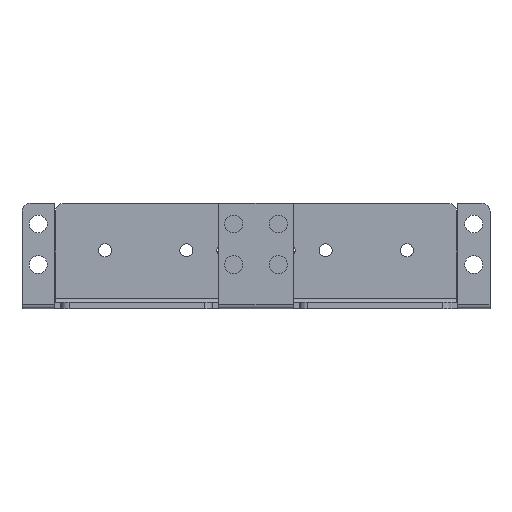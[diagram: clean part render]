
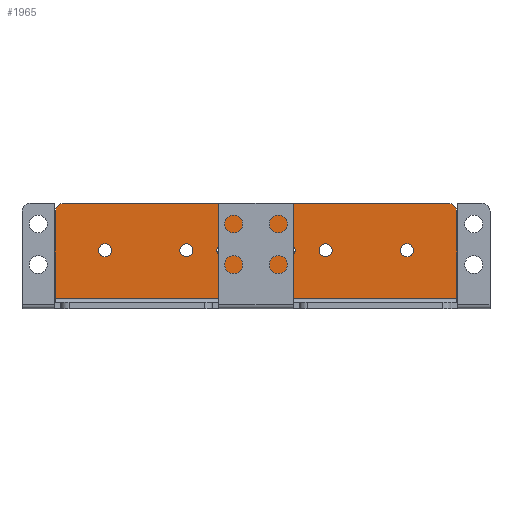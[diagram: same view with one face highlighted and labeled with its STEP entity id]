
A CAD part, top view. The second image highlights one B-rep face of the part: STEP entity #1965.
In plain terms, the highlighted planar face has unit normal (0, 0, 1).
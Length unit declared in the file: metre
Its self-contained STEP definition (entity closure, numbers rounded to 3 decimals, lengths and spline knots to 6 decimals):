
#147=FACE_BOUND('',#382,.T.);
#148=FACE_BOUND('',#383,.T.);
#149=FACE_BOUND('',#384,.T.);
#150=FACE_BOUND('',#385,.T.);
#151=FACE_BOUND('',#386,.T.);
#152=FACE_BOUND('',#387,.T.);
#153=FACE_BOUND('',#388,.T.);
#154=FACE_BOUND('',#389,.T.);
#215=FACE_OUTER_BOUND('',#381,.T.);
#381=EDGE_LOOP('',(#1709,#1710,#1711,#1712,#1713,#1714));
#382=EDGE_LOOP('',(#1715));
#383=EDGE_LOOP('',(#1716));
#384=EDGE_LOOP('',(#1717));
#385=EDGE_LOOP('',(#1718));
#386=EDGE_LOOP('',(#1719));
#387=EDGE_LOOP('',(#1720));
#388=EDGE_LOOP('',(#1721));
#389=EDGE_LOOP('',(#1722));
#537=CIRCLE('',#2180,0.002);
#538=CIRCLE('',#2181,0.002);
#539=CIRCLE('',#2182,0.00109);
#540=CIRCLE('',#2183,0.00109);
#541=CIRCLE('',#2184,0.00109);
#542=CIRCLE('',#2185,0.004);
#543=CIRCLE('',#2186,0.001588);
#544=CIRCLE('',#2187,0.001588);
#545=CIRCLE('',#2188,0.001588);
#546=CIRCLE('',#2189,0.001588);
#619=LINE('',#3111,#775);
#643=LINE('',#3179,#799);
#685=LINE('',#3287,#841);
#686=LINE('',#3289,#842);
#775=VECTOR('',#2479,1.);
#799=VECTOR('',#2553,1.);
#841=VECTOR('',#2693,1.);
#842=VECTOR('',#2696,1.);
#997=VERTEX_POINT('',#3109);
#998=VERTEX_POINT('',#3110);
#1016=VERTEX_POINT('',#3176);
#1017=VERTEX_POINT('',#3178);
#1033=VERTEX_POINT('',#3285);
#1034=VERTEX_POINT('',#3286);
#1035=VERTEX_POINT('',#3291);
#1036=VERTEX_POINT('',#3293);
#1037=VERTEX_POINT('',#3295);
#1038=VERTEX_POINT('',#3297);
#1039=VERTEX_POINT('',#3299);
#1040=VERTEX_POINT('',#3301);
#1041=VERTEX_POINT('',#3303);
#1042=VERTEX_POINT('',#3305);
#1193=EDGE_CURVE('',#997,#998,#619,.T.);
#1230=EDGE_CURVE('',#1016,#1017,#643,.T.);
#1287=EDGE_CURVE('',#1033,#1034,#685,.T.);
#1288=EDGE_CURVE('',#1033,#997,#537,.F.);
#1289=EDGE_CURVE('',#998,#1017,#686,.T.);
#1290=EDGE_CURVE('',#1016,#1034,#538,.F.);
#1291=EDGE_CURVE('',#1035,#1035,#539,.T.);
#1292=EDGE_CURVE('',#1036,#1036,#540,.T.);
#1293=EDGE_CURVE('',#1037,#1037,#541,.T.);
#1294=EDGE_CURVE('',#1038,#1038,#542,.T.);
#1295=EDGE_CURVE('',#1039,#1039,#543,.T.);
#1296=EDGE_CURVE('',#1040,#1040,#544,.T.);
#1297=EDGE_CURVE('',#1041,#1041,#545,.T.);
#1298=EDGE_CURVE('',#1042,#1042,#546,.T.);
#1709=ORIENTED_EDGE('',*,*,#1287,.F.);
#1710=ORIENTED_EDGE('',*,*,#1288,.T.);
#1711=ORIENTED_EDGE('',*,*,#1193,.T.);
#1712=ORIENTED_EDGE('',*,*,#1289,.T.);
#1713=ORIENTED_EDGE('',*,*,#1230,.F.);
#1714=ORIENTED_EDGE('',*,*,#1290,.T.);
#1715=ORIENTED_EDGE('',*,*,#1291,.F.);
#1716=ORIENTED_EDGE('',*,*,#1292,.F.);
#1717=ORIENTED_EDGE('',*,*,#1293,.F.);
#1718=ORIENTED_EDGE('',*,*,#1294,.F.);
#1719=ORIENTED_EDGE('',*,*,#1295,.T.);
#1720=ORIENTED_EDGE('',*,*,#1296,.T.);
#1721=ORIENTED_EDGE('',*,*,#1297,.F.);
#1722=ORIENTED_EDGE('',*,*,#1298,.F.);
#1905=PLANE('',#2179);
#1965=ADVANCED_FACE('',(#215,#147,#148,#149,#150,#151,#152,#153,#154),#1905,
 .F.);
#2179=AXIS2_PLACEMENT_3D('',#3284,#2691,#2692);
#2180=AXIS2_PLACEMENT_3D('',#3288,#2694,#2695);
#2181=AXIS2_PLACEMENT_3D('',#3290,#2697,#2698);
#2182=AXIS2_PLACEMENT_3D('',#3292,#2699,#2700);
#2183=AXIS2_PLACEMENT_3D('',#3294,#2701,#2702);
#2184=AXIS2_PLACEMENT_3D('',#3296,#2703,#2704);
#2185=AXIS2_PLACEMENT_3D('',#3298,#2705,#2706);
#2186=AXIS2_PLACEMENT_3D('',#3300,#2707,#2708);
#2187=AXIS2_PLACEMENT_3D('',#3302,#2709,#2710);
#2188=AXIS2_PLACEMENT_3D('',#3304,#2711,#2712);
#2189=AXIS2_PLACEMENT_3D('',#3306,#2713,#2714);
#2479=DIRECTION('',(0.,-1.,0.));
#2553=DIRECTION('',(0.,-1.,0.));
#2691=DIRECTION('center_axis',(0.,0.,-1.));
#2692=DIRECTION('ref_axis',(-1.,0.,0.));
#2693=DIRECTION('',(1.,0.,0.));
#2694=DIRECTION('center_axis',(0.,0.,-1.));
#2695=DIRECTION('ref_axis',(-1.,0.,0.));
#2696=DIRECTION('',(1.,0.,0.));
#2697=DIRECTION('center_axis',(0.,0.,-1.));
#2698=DIRECTION('ref_axis',(-1.,0.,0.));
#2699=DIRECTION('center_axis',(0.,0.,1.));
#2700=DIRECTION('ref_axis',(0.,-1.,0.));
#2701=DIRECTION('center_axis',(0.,0.,1.));
#2702=DIRECTION('ref_axis',(0.,1.,0.));
#2703=DIRECTION('center_axis',(0.,0.,1.));
#2704=DIRECTION('ref_axis',(1.,0.,0.));
#2705=DIRECTION('center_axis',(0.,0.,1.));
#2706=DIRECTION('ref_axis',(1.,0.,0.));
#2707=DIRECTION('center_axis',(0.,0.,-1.));
#2708=DIRECTION('ref_axis',(-1.,0.,0.));
#2709=DIRECTION('center_axis',(0.,0.,-1.));
#2710=DIRECTION('ref_axis',(-1.,0.,0.));
#2711=DIRECTION('center_axis',(0.,0.,1.));
#2712=DIRECTION('ref_axis',(1.,0.,0.));
#2713=DIRECTION('center_axis',(0.,0.,1.));
#2714=DIRECTION('ref_axis',(1.,0.,0.));
#3109=CARTESIAN_POINT('',(-0.049,0.023724,-0.015836));
#3110=CARTESIAN_POINT('',(-0.049,0.002524,-0.015836));
#3111=CARTESIAN_POINT('',(-0.049,0.025724,-0.015836));
#3176=CARTESIAN_POINT('',(0.049,0.023724,-0.015836));
#3178=CARTESIAN_POINT('',(0.049,0.002524,-0.015836));
#3179=CARTESIAN_POINT('',(0.049,0.025724,-0.015836));
#3284=CARTESIAN_POINT('Origin',(0.049,0.025724,-0.015836));
#3285=CARTESIAN_POINT('',(-0.047,0.025724,-0.015836));
#3286=CARTESIAN_POINT('',(0.047,0.025724,-0.015836));
#3287=CARTESIAN_POINT('',(0.049,0.025724,-0.015836));
#3288=CARTESIAN_POINT('Origin',(-0.047,0.023724,-0.015836));
#3289=CARTESIAN_POINT('',(0.049,0.002524,-0.015836));
#3290=CARTESIAN_POINT('Origin',(0.047,0.023724,-0.015836));
#3291=CARTESIAN_POINT('',(-0.0085,0.015378,-0.015836));
#3292=CARTESIAN_POINT('Origin',(-0.0085,0.014288,-0.015836));
#3293=CARTESIAN_POINT('',(0.0085,0.013198,-0.015836));
#3294=CARTESIAN_POINT('Origin',(0.0085,0.014288,-0.015836));
#3295=CARTESIAN_POINT('',(-0.00109,0.005788,-0.015836));
#3296=CARTESIAN_POINT('Origin',(0.,0.005788,-0.015836));
#3297=CARTESIAN_POINT('',(-0.004,0.014288,-0.015836));
#3298=CARTESIAN_POINT('Origin',(0.,0.014288,-0.015836));
#3299=CARTESIAN_POINT('',(-0.018588,0.014288,-0.015836));
#3300=CARTESIAN_POINT('Origin',(-0.017,0.014288,-0.015836));
#3301=CARTESIAN_POINT('',(-0.03845,0.014288,-0.015836));
#3302=CARTESIAN_POINT('Origin',(-0.036863,0.014288,-0.015836));
#3303=CARTESIAN_POINT('',(0.015413,0.014288,-0.015836));
#3304=CARTESIAN_POINT('Origin',(0.017,0.014288,-0.015836));
#3305=CARTESIAN_POINT('',(0.035275,0.014288,-0.015836));
#3306=CARTESIAN_POINT('Origin',(0.036863,0.014288,-0.015836));
